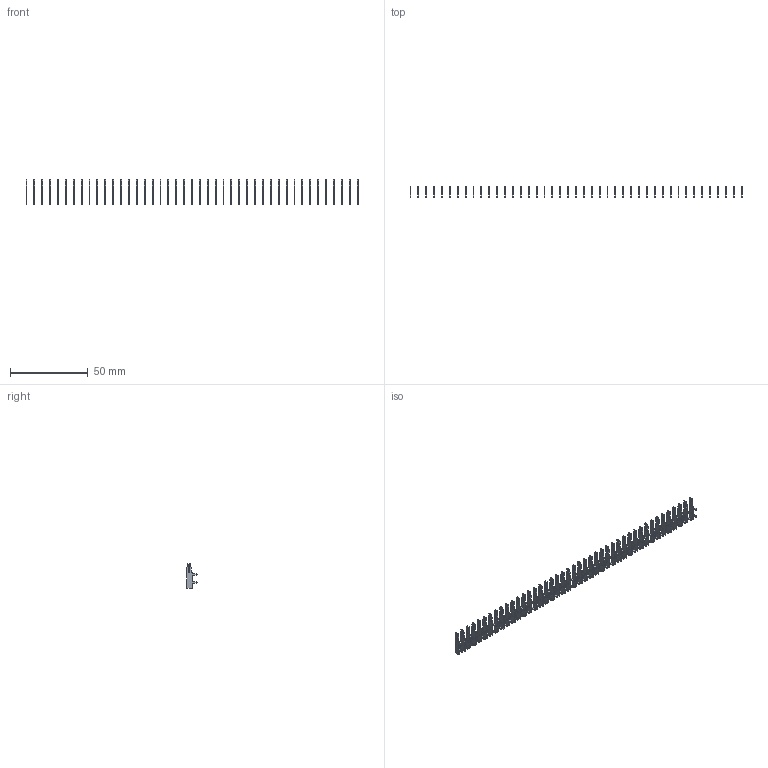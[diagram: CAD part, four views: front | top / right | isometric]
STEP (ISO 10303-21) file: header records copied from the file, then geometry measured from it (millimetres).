
FILE_DESCRIPTION (( 'STEP AP203' ), '1' );
FILE_NAME ('105-043-202-200.STEP', '2020-04-08T00:04:40', ( '' ), ( '' ), 'SwSTEP 2.0', 'SolidWorks 2016', '' );
FILE_SCHEMA (( 'CONFIG_CONTROL_DESIGN' ));
Length unit declared in the file: inch
Products named in the file (2): 100-290-001_100-290-202; 105-043-202-200
Assembly tree (43 placements, depth 2):
  105-043-202-200
    100-290-001_100-290-202  x43
Bounding box: 213.96 x 6.53 x 15.88 mm (x, y, z)
Volume: 1366.2 mm3; surface area: 6075.9 mm2
Topology: 43 solids, 43 shells, 1290 faces, 3612 edges, 2408 vertices
Faces by surface type: plane 989, cylinder 301
Entity records: 2506 total; most frequent: DIRECTION 246, CARTESIAN_POINT 228, ORIENTED_EDGE 168, CALENDAR_DATE 96, DATE_AND_TIME 96, LOCAL_TIME 96, COORDINATED_UNIVERSAL_TIME_OFFSET 96, AXIS2_PLACEMENT_3D 90
